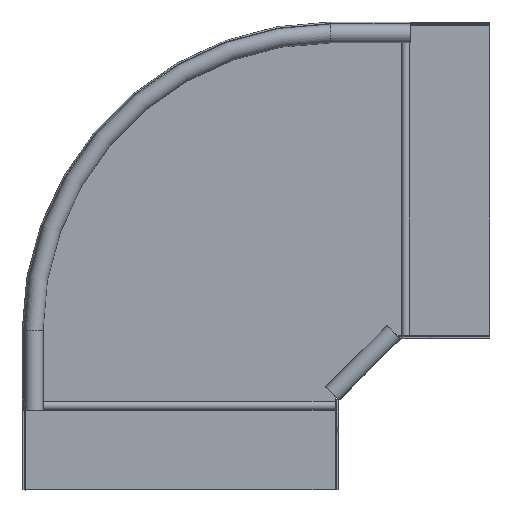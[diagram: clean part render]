
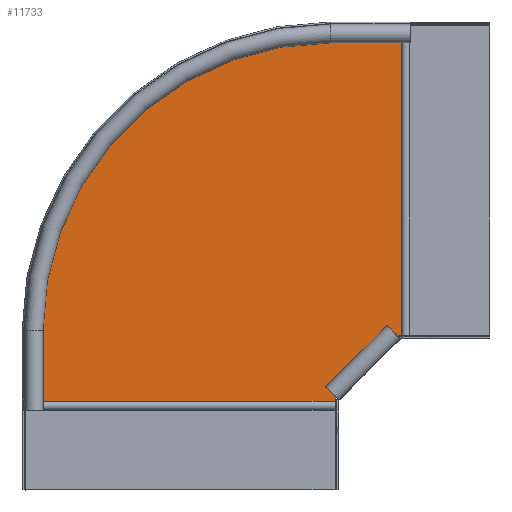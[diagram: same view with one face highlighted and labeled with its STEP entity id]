
A CAD part, top view. The second image highlights one B-rep face of the part: STEP entity #11733.
In plain terms, the highlighted planar face has unit normal (0, 0, 1).
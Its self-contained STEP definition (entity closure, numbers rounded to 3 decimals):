
#10935=DIRECTION('',(0.,-1.,0.));
#10936=VECTOR('',#10935,1.972);
#10937=CARTESIAN_POINT('',(0.,59.3,0.));
#10938=LINE('',#10937,#10936);
#11044=DIRECTION('',(-1.,0.,0.));
#11045=VECTOR('',#11044,200.);
#11046=CARTESIAN_POINT('',(0.,57.328,0.));
#11047=LINE('',#11046,#11045);
#11109=DIRECTION('',(0.,-1.,0.));
#11110=VECTOR('',#11109,45.752);
#11111=CARTESIAN_POINT('',(-200.,103.08,0.));
#11112=LINE('',#11111,#11110);
#11113=CARTESIAN_POINT('',(-3.,103.08,0.));
#11114=DIRECTION('',(0.,0.,1.));
#11115=DIRECTION('',(0.,1.,0.));
#11116=AXIS2_PLACEMENT_3D('',#11113,#11114,#11115);
#11118=DIRECTION('',(1.,0.,0.));
#11119=VECTOR('',#11118,1.972);
#11120=CARTESIAN_POINT('',(40.78,100.08,0.));
#11121=LINE('',#11120,#11119);
#11122=DIRECTION('',(0.707,0.707,0.));
#11123=VECTOR('',#11122,57.672);
#11124=CARTESIAN_POINT('',(0.,59.3,0.));
#11125=LINE('',#11124,#11123);
#11138=DIRECTION('',(1.,0.,0.));
#11139=VECTOR('',#11138,45.752);
#11140=CARTESIAN_POINT('',(-3.,300.08,0.));
#11141=LINE('',#11140,#11139);
#11235=DIRECTION('',(0.,-1.,0.));
#11236=VECTOR('',#11235,200.);
#11237=CARTESIAN_POINT('',(42.752,300.08,0.));
#11238=LINE('',#11237,#11236);
#11344=CARTESIAN_POINT('',(-200.,57.328,0.));
#11346=VERTEX_POINT('',#11344);
#11350=CARTESIAN_POINT('',(-200.,103.08,0.));
#11351=VERTEX_POINT('',#11350);
#11354=CARTESIAN_POINT('',(0.,57.328,0.));
#11355=VERTEX_POINT('',#11354);
#11370=CARTESIAN_POINT('',(0.,59.3,0.));
#11371=VERTEX_POINT('',#11370);
#11372=CARTESIAN_POINT('',(40.78,100.08,0.));
#11373=VERTEX_POINT('',#11372);
#11374=CARTESIAN_POINT('',(42.752,100.08,0.));
#11375=VERTEX_POINT('',#11374);
#11376=CARTESIAN_POINT('',(42.752,300.08,0.));
#11377=VERTEX_POINT('',#11376);
#11378=CARTESIAN_POINT('',(-3.,300.08,0.));
#11379=VERTEX_POINT('',#11378);
#11713=CARTESIAN_POINT('',(-200.,57.328,0.));
#11714=DIRECTION('',(0.,0.,-1.));
#11715=DIRECTION('',(-1.,0.,0.));
#11716=AXIS2_PLACEMENT_3D('',#11713,#11714,#11715);
#11717=PLANE('',#11716);
#11718=ORIENTED_EDGE('',*,*,#11463,.T.);
#11719=ORIENTED_EDGE('',*,*,#11611,.T.);
#11720=ORIENTED_EDGE('',*,*,#11425,.F.);
#11722=ORIENTED_EDGE('',*,*,#11721,.F.);
#11724=ORIENTED_EDGE('',*,*,#11723,.T.);
#11726=ORIENTED_EDGE('',*,*,#11725,.T.);
#11728=ORIENTED_EDGE('',*,*,#11727,.F.);
#11730=ORIENTED_EDGE('',*,*,#11729,.F.);
#11731=EDGE_LOOP('',(#11718,#11719,#11720,#11722,#11724,#11726,#11728,#11730));
#11732=FACE_OUTER_BOUND('',#11731,.F.);
#11733=ADVANCED_FACE('',(#11732),#11717,.F.);
#11117=CIRCLE('',#11116,197.);
#11425=EDGE_CURVE('',#11351,#11346,#11112,.T.);
#11463=EDGE_CURVE('',#11371,#11355,#10938,.T.);
#11611=EDGE_CURVE('',#11355,#11346,#11047,.T.);
#11721=EDGE_CURVE('',#11379,#11351,#11117,.T.);
#11723=EDGE_CURVE('',#11379,#11377,#11141,.T.);
#11725=EDGE_CURVE('',#11377,#11375,#11238,.T.);
#11727=EDGE_CURVE('',#11373,#11375,#11121,.T.);
#11729=EDGE_CURVE('',#11371,#11373,#11125,.T.);
